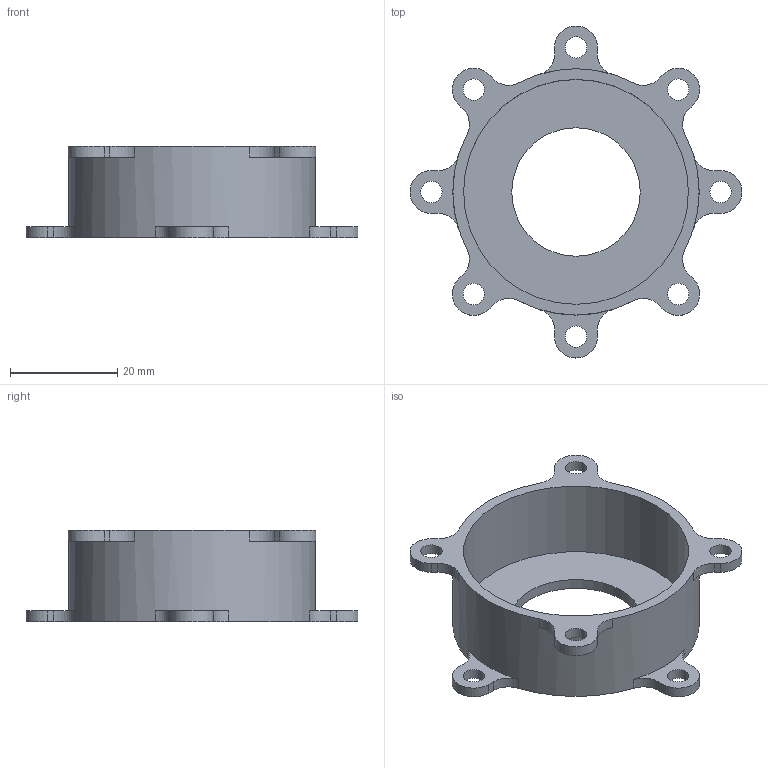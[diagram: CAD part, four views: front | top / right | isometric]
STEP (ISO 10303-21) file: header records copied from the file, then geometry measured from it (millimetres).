
FILE_DESCRIPTION(('STEP AP242'), '1');
FILE_NAME('itemPumpBottom', '', ('UNSPECIFIED'), ('UNSPECIFIED'), 'C3D Converter', 'C3D Toolkit', '');
FILE_SCHEMA(('AP242_MANAGED_MODEL_BASED_3D_ENGINEERING_MIM_LF { 1 0 10303 442 1 1 4 }'));
Length unit declared in the file: millimetre
Bounding box: 62 x 62 x 17 mm (x, y, z)
Volume: 7351.8 mm3; surface area: 8173.7 mm2
Topology: 1 solids, 1 shells, 62 faces, 177 edges, 118 vertices
Faces by surface type: cylinder 35, plane 27
Full cylindrical faces by diameter (mm): 4 x8, 24 x1, 42 x1, 46 x1
Entity records: 2083 total; most frequent: DIRECTION 378, CARTESIAN_POINT 347, ORIENTED_EDGE 332, EDGE_CURVE 166, AXIS2_PLACEMENT_3D 149, VERTEX_POINT 118, EDGE_LOOP 92, CIRCLE 86
